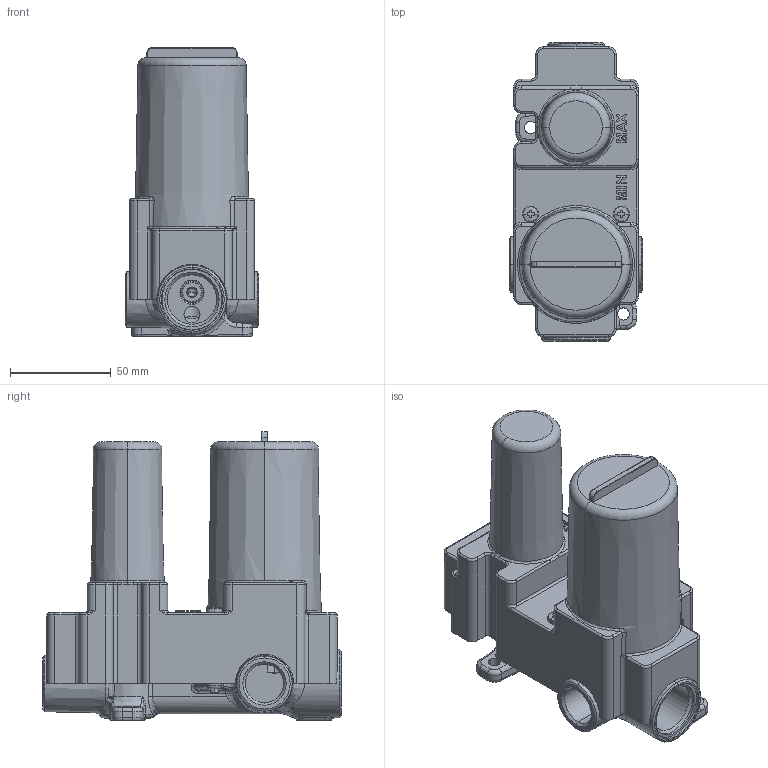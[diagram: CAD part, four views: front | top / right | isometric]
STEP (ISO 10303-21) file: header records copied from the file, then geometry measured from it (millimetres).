
FILE_DESCRIPTION((''),'2;1');
FILE_NAME('INC01535CR','2021-11-04T11:51:16',('ut3'),('PAFFONI SpA'),'CREO PARAMETRIC BY PTC INC, 2020044','CREO PARAMETRIC BY PTC INC, 2020044','');
FILE_SCHEMA(('CONFIG_CONTROL_DESIGN','SHAPE_APPEARANCE_LAYERS_GROUPS'));
Products named in the file (1): INC01535CR
Bounding box: 66 x 148 x 143.3 mm (x, y, z)
Volume: 268034.8 mm3; surface area: 166087.4 mm2
Topology: 1 solids, 3 shells, 2031 faces, 5237 edges, 3254 vertices
Faces by surface type: plane 805, cylinder 547, bspline 209, torus 206, extrusion 127, cone 123, sphere 14
Entity records: 101700 total; most frequent: CARTESIAN_POINT 40313, ORIENTED_EDGE 10444, DIRECTION 9080, EDGE_CURVE 5222, AXIS2_PLACEMENT_3D 3279, VERTEX_POINT 3254, VECTOR 2522, LINE 2395
